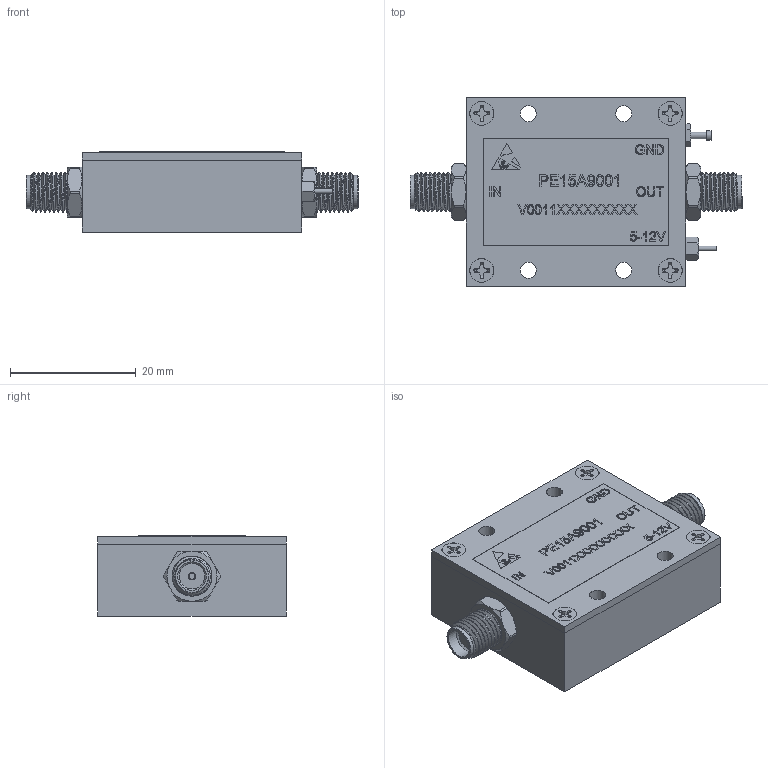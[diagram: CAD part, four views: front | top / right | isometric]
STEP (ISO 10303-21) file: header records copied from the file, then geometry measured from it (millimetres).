
FILE_DESCRIPTION (( 'STEP AP203' ), '1' );
FILE_NAME ('PE15A9001_3D.step', '2021-04-05T18:34:26', ( '' ), ( '' ), 'SwSTEP 2.0', 'SolidWorks 2020', '' );
FILE_SCHEMA (( 'CONFIG_CONTROL_DESIGN' ));
Products named in the file (1): PE15A9001_3D
Bounding box: 52.86 x 30 x 12.75 mm (x, y, z)
Volume: 13661 mm3; surface area: 4924.8 mm2
Topology: 1 solids, 1 shells, 776 faces, 2032 edges, 1341 vertices
Faces by surface type: plane 471, bspline 190, cone 78, cylinder 35, torus 2
Full cylindrical faces by diameter (mm): 0.508 x1, 0.762 x1, 0.94 x2, 1.016 x1, 1.194 x2, 1.524 x1, 2.54 x4, 3.81 x4, 4.572 x2, 5.335 x2
Entity records: 35174 total; most frequent: CARTESIAN_POINT 17650, ORIENTED_EDGE 3974, DIRECTION 2801, EDGE_CURVE 1987, VERTEX_POINT 1328, VECTOR 1291, LINE 1291, EDGE_LOOP 895
